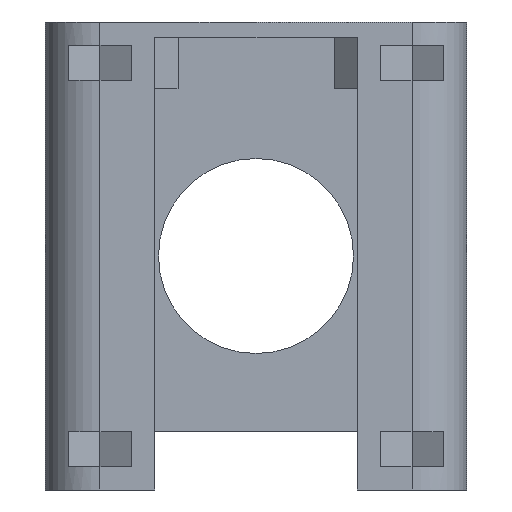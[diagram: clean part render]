
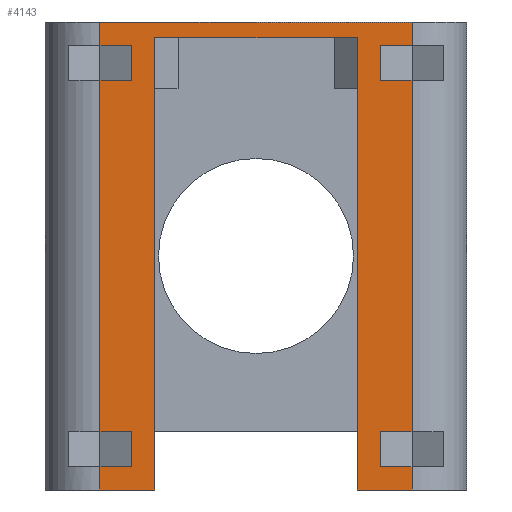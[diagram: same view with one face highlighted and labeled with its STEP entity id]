
A CAD part, left-side view. The second image highlights one B-rep face of the part: STEP entity #4143.
In plain terms, the highlighted planar face has unit normal (-1, 0, 0).
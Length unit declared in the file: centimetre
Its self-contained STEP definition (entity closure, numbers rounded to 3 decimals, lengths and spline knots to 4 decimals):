
#338=VERTEX_POINT('',#5620);
#339=VERTEX_POINT('',#5622);
#370=VERTEX_POINT('',#5696);
#371=VERTEX_POINT('',#5698);
#396=VERTEX_POINT('',#5768);
#397=VERTEX_POINT('',#5769);
#476=VERTEX_POINT('',#5996);
#506=VERTEX_POINT('',#6075);
#549=VERTEX_POINT('',#7206);
#553=VERTEX_POINT('',#7214);
#555=VERTEX_POINT('',#7220);
#557=VERTEX_POINT('',#7223);
#561=VERTEX_POINT('',#7243);
#562=VERTEX_POINT('',#7245);
#563=VERTEX_POINT('',#7247);
#564=VERTEX_POINT('',#7249);
#565=VERTEX_POINT('',#7250);
#566=VERTEX_POINT('',#7252);
#567=VERTEX_POINT('',#7254);
#568=VERTEX_POINT('',#7256);
#569=VERTEX_POINT('',#7258);
#570=VERTEX_POINT('',#7260);
#571=VERTEX_POINT('',#7262);
#572=VERTEX_POINT('',#7264);
#762=VECTOR('',#4669,1.);
#795=VECTOR('',#4718,1.);
#824=VECTOR('',#4768,1.);
#888=VECTOR('',#4899,1.);
#923=VECTOR('',#4954,1.);
#955=VECTOR('',#5066,1.);
#956=VECTOR('',#5072,1.);
#963=VECTOR('',#5081,1.);
#966=VECTOR('',#5087,1.);
#967=VECTOR('',#5088,1.);
#968=VECTOR('',#5089,1.);
#969=VECTOR('',#5090,1.);
#970=VECTOR('',#5091,1.);
#971=VECTOR('',#5092,1.);
#972=VECTOR('',#5093,1.);
#973=VECTOR('',#5094,1.);
#974=VECTOR('',#5095,1.);
#975=VECTOR('',#5096,1.);
#976=VECTOR('',#5097,1.);
#977=VECTOR('',#5098,1.);
#1207=LINE('',#5621,#762);
#1240=LINE('',#5697,#795);
#1269=LINE('',#5767,#824);
#1333=LINE('',#5997,#888);
#1368=LINE('',#6074,#923);
#1400=LINE('',#7215,#955);
#1401=LINE('',#7222,#956);
#1408=LINE('',#7235,#963);
#1411=LINE('',#7241,#966);
#1412=LINE('',#7242,#967);
#1413=LINE('',#7244,#968);
#1414=LINE('',#7246,#969);
#1415=LINE('',#7248,#970);
#1416=LINE('',#7251,#971);
#1417=LINE('',#7253,#972);
#1418=LINE('',#7255,#973);
#1419=LINE('',#7257,#974);
#1420=LINE('',#7259,#975);
#1421=LINE('',#7261,#976);
#1422=LINE('',#7263,#977);
#1658=EDGE_CURVE('',#338,#339,#1207,.T.);
#1697=EDGE_CURVE('',#371,#370,#1240,.T.);
#1731=EDGE_CURVE('',#396,#397,#1269,.T.);
#1835=EDGE_CURVE('',#338,#476,#1333,.T.);
#1880=EDGE_CURVE('',#506,#371,#1368,.T.);
#1957=EDGE_CURVE('',#549,#553,#1400,.T.);
#1960=EDGE_CURVE('',#557,#555,#1401,.T.);
#1967=EDGE_CURVE('',#553,#557,#1408,.T.);
#1970=EDGE_CURVE('',#396,#555,#1411,.T.);
#1971=EDGE_CURVE('',#561,#397,#1412,.T.);
#1972=EDGE_CURVE('',#561,#562,#1413,.T.);
#1973=EDGE_CURVE('',#562,#563,#1414,.T.);
#1974=EDGE_CURVE('',#563,#564,#1415,.T.);
#1975=EDGE_CURVE('',#565,#564,#1412,.T.);
#1976=EDGE_CURVE('',#565,#566,#1416,.T.);
#1977=EDGE_CURVE('',#566,#567,#1417,.T.);
#1978=EDGE_CURVE('',#567,#568,#1418,.T.);
#1979=EDGE_CURVE('',#506,#568,#1412,.T.);
#1980=EDGE_CURVE('',#370,#339,#1419,.T.);
#1981=EDGE_CURVE('',#569,#476,#1411,.T.);
#1982=EDGE_CURVE('',#569,#570,#1420,.T.);
#1983=EDGE_CURVE('',#570,#571,#1421,.T.);
#1984=EDGE_CURVE('',#571,#572,#1422,.T.);
#1985=EDGE_CURVE('',#549,#572,#1411,.T.);
#2785=ORIENTED_EDGE('',*,*,#1957,.T.);
#2786=ORIENTED_EDGE('',*,*,#1967,.T.);
#2787=ORIENTED_EDGE('',*,*,#1960,.T.);
#2788=ORIENTED_EDGE('',*,*,#1970,.F.);
#2789=ORIENTED_EDGE('',*,*,#1731,.T.);
#2790=ORIENTED_EDGE('',*,*,#1971,.F.);
#2791=ORIENTED_EDGE('',*,*,#1972,.T.);
#2792=ORIENTED_EDGE('',*,*,#1973,.T.);
#2793=ORIENTED_EDGE('',*,*,#1974,.T.);
#2794=ORIENTED_EDGE('',*,*,#1975,.F.);
#2795=ORIENTED_EDGE('',*,*,#1976,.T.);
#2796=ORIENTED_EDGE('',*,*,#1977,.T.);
#2797=ORIENTED_EDGE('',*,*,#1978,.T.);
#2798=ORIENTED_EDGE('',*,*,#1979,.F.);
#2799=ORIENTED_EDGE('',*,*,#1880,.T.);
#2800=ORIENTED_EDGE('',*,*,#1697,.T.);
#2801=ORIENTED_EDGE('',*,*,#1980,.T.);
#2802=ORIENTED_EDGE('',*,*,#1658,.F.);
#2803=ORIENTED_EDGE('',*,*,#1835,.T.);
#2804=ORIENTED_EDGE('',*,*,#1981,.F.);
#2805=ORIENTED_EDGE('',*,*,#1982,.T.);
#2806=ORIENTED_EDGE('',*,*,#1983,.T.);
#2807=ORIENTED_EDGE('',*,*,#1984,.T.);
#2808=ORIENTED_EDGE('',*,*,#1985,.F.);
#3567=EDGE_LOOP('',(#2785,#2786,#2787,#2788,#2789,#2790,#2791,#2792,#2793,
#2794,#2795,#2796,#2797,#2798,#2799,#2800,#2801,#2802,#2803,#2804,#2805,
#2806,#2807,#2808));
#3869=FACE_BOUND('',#3567,.T.);
#4143=ADVANCED_FACE('',(#3869),#8169,.T.);
#4434=AXIS2_PLACEMENT_3D('',#7240,#5086,$);
#4669=DIRECTION('',(0.,0.,1.));
#4718=DIRECTION('',(0.,0.,1.));
#4768=DIRECTION('',(0.,1.,0.));
#4899=DIRECTION('',(0.,-1.,0.));
#4954=DIRECTION('',(0.,-1.,0.));
#5066=DIRECTION('',(0.,1.,0.));
#5072=DIRECTION('',(0.,-1.,0.));
#5081=DIRECTION('',(0.,0.,1.));
#5086=DIRECTION('',(-1.,0.,0.));
#5087=DIRECTION('',(0.,0.,-1.));
#5088=DIRECTION('',(0.,0.,1.));
#5089=DIRECTION('',(0.,-1.,0.));
#5090=DIRECTION('',(0.,0.,-1.));
#5091=DIRECTION('',(0.,1.,0.));
#5092=DIRECTION('',(0.,-1.,0.));
#5093=DIRECTION('',(0.,0.,-1.));
#5094=DIRECTION('',(0.,1.,0.));
#5095=DIRECTION('',(0.,-1.,0.));
#5096=DIRECTION('',(0.,1.,0.));
#5097=DIRECTION('',(0.,0.,1.));
#5098=DIRECTION('',(0.,-1.,0.));
#5620=CARTESIAN_POINT('',(-5.2,-1.3,0.));
#5621=CARTESIAN_POINT('',(-5.2,-1.3,0.));
#5622=CARTESIAN_POINT('',(-5.2,-1.3,5.8));
#5696=CARTESIAN_POINT('',(-5.2,1.3,5.8));
#5697=CARTESIAN_POINT('',(-5.2,1.3,0.));
#5698=CARTESIAN_POINT('',(-5.2,1.3,0.));
#5767=CARTESIAN_POINT('',(-5.2,-1.3,6.));
#5768=CARTESIAN_POINT('',(-5.2,-2.,6.));
#5769=CARTESIAN_POINT('',(-5.2,2.,6.));
#5996=CARTESIAN_POINT('',(-5.2,-2.,0.));
#5997=CARTESIAN_POINT('',(-5.2,-1.3,0.));
#6074=CARTESIAN_POINT('',(-5.2,2.7,0.));
#6075=CARTESIAN_POINT('',(-5.2,2.,0.));
#7206=CARTESIAN_POINT('',(-5.2,-2.,5.25));
#7214=CARTESIAN_POINT('',(-5.2,-1.595,5.25));
#7215=CARTESIAN_POINT('',(-5.2,-2.,5.25));
#7220=CARTESIAN_POINT('',(-5.2,-2.,5.7));
#7222=CARTESIAN_POINT('',(-5.2,-2.,5.7));
#7223=CARTESIAN_POINT('',(-5.2,-1.595,5.7));
#7235=CARTESIAN_POINT('',(-5.2,-1.595,2.85));
#7240=CARTESIAN_POINT('',(-5.2,-2.,0.));
#7241=CARTESIAN_POINT('',(-5.2,-2.,0.));
#7242=CARTESIAN_POINT('',(-5.2,2.,0.));
#7243=CARTESIAN_POINT('',(-5.2,2.,5.7));
#7244=CARTESIAN_POINT('',(-5.2,0.,5.7));
#7245=CARTESIAN_POINT('',(-5.2,1.595,5.7));
#7246=CARTESIAN_POINT('',(-5.2,1.595,2.85));
#7247=CARTESIAN_POINT('',(-5.2,1.595,5.25));
#7248=CARTESIAN_POINT('',(-5.2,0.,5.25));
#7249=CARTESIAN_POINT('',(-5.2,2.,5.25));
#7250=CARTESIAN_POINT('',(-5.2,2.,0.75));
#7251=CARTESIAN_POINT('',(-5.2,0.,0.75));
#7252=CARTESIAN_POINT('',(-5.2,1.595,0.75));
#7253=CARTESIAN_POINT('',(-5.2,1.595,0.15));
#7254=CARTESIAN_POINT('',(-5.2,1.595,0.3));
#7255=CARTESIAN_POINT('',(-5.2,0.,0.3));
#7256=CARTESIAN_POINT('',(-5.2,2.,0.3));
#7257=CARTESIAN_POINT('',(-5.2,1.3,5.8));
#7258=CARTESIAN_POINT('',(-5.2,-2.,0.3));
#7259=CARTESIAN_POINT('',(-5.2,-2.,0.3));
#7260=CARTESIAN_POINT('',(-5.2,-1.595,0.3));
#7261=CARTESIAN_POINT('',(-5.2,-1.595,0.15));
#7262=CARTESIAN_POINT('',(-5.2,-1.595,0.75));
#7263=CARTESIAN_POINT('',(-5.2,-2.,0.75));
#7264=CARTESIAN_POINT('',(-5.2,-2.,0.75));
#8169=PLANE('',#4434);
